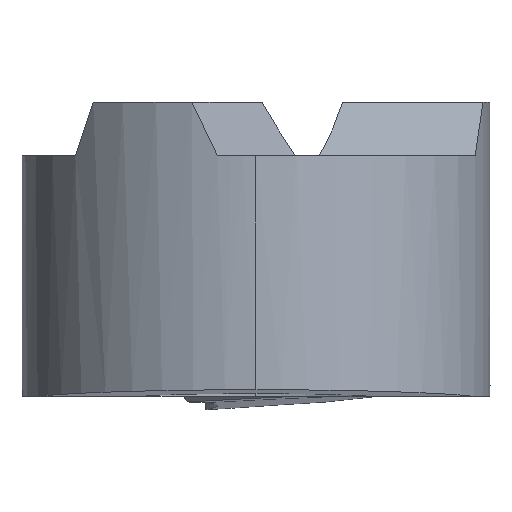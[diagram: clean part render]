
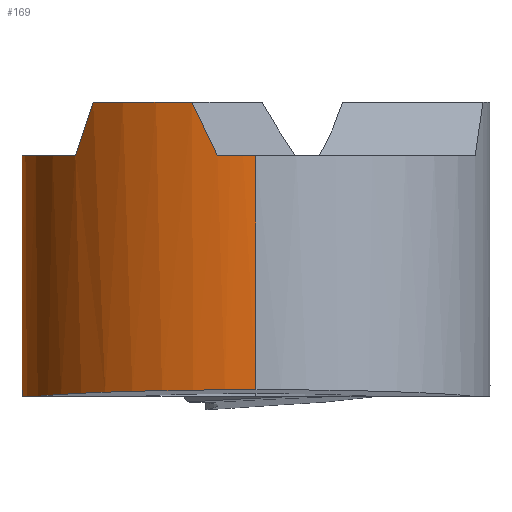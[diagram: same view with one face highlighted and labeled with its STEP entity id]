
A CAD part, left-side view. The second image highlights one B-rep face of the part: STEP entity #169.
In plain terms, the highlighted cylindrical face has radius 3.5 mm (diameter 7 mm), a partial arc.
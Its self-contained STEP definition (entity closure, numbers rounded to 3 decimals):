
#70=CYLINDRICAL_SURFACE('',#872,3.5);
#80=(
BOUNDED_CURVE()
B_SPLINE_CURVE(3,(#1238,#1239,#1240,#1241),.UNSPECIFIED.,.F.,.F.)
B_SPLINE_CURVE_WITH_KNOTS((4,4),(0.,1.),.UNSPECIFIED.)
CURVE()
GEOMETRIC_REPRESENTATION_ITEM()
RATIONAL_B_SPLINE_CURVE((1.,0.883,0.883,1.))
REPRESENTATION_ITEM('')
);
#81=(
BOUNDED_CURVE()
B_SPLINE_CURVE(3,(#1248,#1249,#1250,#1251),.UNSPECIFIED.,.F.,.F.)
B_SPLINE_CURVE_WITH_KNOTS((4,4),(0.,1.),.UNSPECIFIED.)
CURVE()
GEOMETRIC_REPRESENTATION_ITEM()
RATIONAL_B_SPLINE_CURVE((1.,0.999,0.999,1.))
REPRESENTATION_ITEM('')
);
#82=(
BOUNDED_CURVE()
B_SPLINE_CURVE(3,(#1255,#1256,#1257,#1258),.UNSPECIFIED.,.F.,.F.)
B_SPLINE_CURVE_WITH_KNOTS((4,4),(0.,1.),.UNSPECIFIED.)
CURVE()
GEOMETRIC_REPRESENTATION_ITEM()
RATIONAL_B_SPLINE_CURVE((1.,0.999,0.999,1.))
REPRESENTATION_ITEM('')
);
#83=(
BOUNDED_CURVE()
B_SPLINE_CURVE(3,(#1262,#1263,#1264,#1265),.UNSPECIFIED.,.F.,.F.)
B_SPLINE_CURVE_WITH_KNOTS((4,4),(0.,1.),.UNSPECIFIED.)
CURVE()
GEOMETRIC_REPRESENTATION_ITEM()
RATIONAL_B_SPLINE_CURVE((1.,0.999,0.999,1.))
REPRESENTATION_ITEM('')
);
#98=LINE('',#1244,#134);
#99=LINE('',#1269,#135);
#134=VECTOR('',#966,1.);
#135=VECTOR('',#975,1.);
#169=ADVANCED_FACE('',(#222),#70,.T.);
#222=FACE_OUTER_BOUND('',#266,.T.);
#266=EDGE_LOOP('',(#365,#366,#367,#368,#369,#370,#371,#372,#373,#374,#375));
#318=CIRCLE('',#867,3.5);
#319=CIRCLE('',#868,3.5);
#320=CIRCLE('',#869,3.5);
#321=CIRCLE('',#870,3.5);
#322=CIRCLE('',#871,3.5);
#365=ORIENTED_EDGE('',*,*,#682,.F.);
#366=ORIENTED_EDGE('',*,*,#683,.T.);
#367=ORIENTED_EDGE('',*,*,#684,.F.);
#368=ORIENTED_EDGE('',*,*,#685,.F.);
#369=ORIENTED_EDGE('',*,*,#686,.F.);
#370=ORIENTED_EDGE('',*,*,#687,.F.);
#371=ORIENTED_EDGE('',*,*,#688,.F.);
#372=ORIENTED_EDGE('',*,*,#689,.F.);
#373=ORIENTED_EDGE('',*,*,#690,.F.);
#374=ORIENTED_EDGE('',*,*,#691,.F.);
#375=ORIENTED_EDGE('',*,*,#692,.F.);
#599=VERTEX_POINT('',#1242);
#600=VERTEX_POINT('',#1243);
#601=VERTEX_POINT('',#1245);
#602=VERTEX_POINT('',#1247);
#603=VERTEX_POINT('',#1252);
#604=VERTEX_POINT('',#1254);
#605=VERTEX_POINT('',#1259);
#606=VERTEX_POINT('',#1261);
#607=VERTEX_POINT('',#1266);
#608=VERTEX_POINT('',#1268);
#609=VERTEX_POINT('',#1270);
#682=EDGE_CURVE('',#599,#600,#80,.T.);
#683=EDGE_CURVE('',#599,#601,#98,.T.);
#684=EDGE_CURVE('',#602,#601,#318,.T.);
#685=EDGE_CURVE('',#603,#602,#81,.T.);
#686=EDGE_CURVE('',#604,#603,#319,.T.);
#687=EDGE_CURVE('',#605,#604,#82,.T.);
#688=EDGE_CURVE('',#606,#605,#320,.T.);
#689=EDGE_CURVE('',#607,#606,#83,.T.);
#690=EDGE_CURVE('',#608,#607,#321,.T.);
#691=EDGE_CURVE('',#609,#608,#99,.T.);
#692=EDGE_CURVE('',#600,#609,#322,.T.);
#867=AXIS2_PLACEMENT_3D('',#1246,#967,#968);
#868=AXIS2_PLACEMENT_3D('',#1253,#969,#970);
#869=AXIS2_PLACEMENT_3D('',#1260,#971,#972);
#870=AXIS2_PLACEMENT_3D('',#1267,#973,#974);
#871=AXIS2_PLACEMENT_3D('',#1271,#976,#977);
#872=AXIS2_PLACEMENT_3D('',#1272,#978,#979);
#966=DIRECTION('',(0.,0.,1.));
#967=DIRECTION('',(0.,0.,1.));
#968=DIRECTION('',(-1.,0.,0.));
#969=DIRECTION('',(0.,0.,1.));
#970=DIRECTION('',(-1.,0.,0.));
#971=DIRECTION('',(0.,0.,1.));
#972=DIRECTION('',(-1.,0.,0.));
#973=DIRECTION('',(0.,0.,1.));
#974=DIRECTION('',(-1.,0.,0.));
#975=DIRECTION('',(0.,0.,1.));
#976=DIRECTION('',(0.,0.,-1.));
#977=DIRECTION('',(1.,0.,0.));
#978=DIRECTION('',(0.,0.,1.));
#979=DIRECTION('',(-1.,0.,0.));
#1238=CARTESIAN_POINT('',(-3.5,0.,-3.6));
#1239=CARTESIAN_POINT('',(-3.5,1.495,-3.6));
#1240=CARTESIAN_POINT('',(-2.654,2.727,-3.638));
#1241=CARTESIAN_POINT('',(-1.26,3.265,-3.7));
#1242=CARTESIAN_POINT('',(-3.5,0.,-3.6));
#1243=CARTESIAN_POINT('',(-1.26,3.265,-3.7));
#1244=CARTESIAN_POINT('',(-3.5,0.,-4.1));
#1245=CARTESIAN_POINT('',(-3.5,0.,-0.1));
#1246=CARTESIAN_POINT('',(0.,0.,-0.1));
#1247=CARTESIAN_POINT('',(-3.452,0.577,-0.1));
#1248=CARTESIAN_POINT('',(-3.366,0.958,0.7));
#1249=CARTESIAN_POINT('',(-3.402,0.833,0.429));
#1250=CARTESIAN_POINT('',(-3.431,0.705,0.162));
#1251=CARTESIAN_POINT('',(-3.452,0.577,-0.1));
#1252=CARTESIAN_POINT('',(-3.366,0.958,0.7));
#1253=CARTESIAN_POINT('',(0.,0.,0.7));
#1254=CARTESIAN_POINT('',(-2.513,2.436,0.7));
#1255=CARTESIAN_POINT('',(-2.226,2.701,-0.1));
#1256=CARTESIAN_POINT('',(-2.326,2.618,0.162));
#1257=CARTESIAN_POINT('',(-2.422,2.53,0.429));
#1258=CARTESIAN_POINT('',(-2.513,2.436,0.7));
#1259=CARTESIAN_POINT('',(-2.226,2.701,-0.1));
#1260=CARTESIAN_POINT('',(0.,0.,-0.1));
#1261=CARTESIAN_POINT('',(2.226,2.701,-0.1));
#1262=CARTESIAN_POINT('',(2.513,2.436,0.7));
#1263=CARTESIAN_POINT('',(2.422,2.53,0.429));
#1264=CARTESIAN_POINT('',(2.326,2.618,0.162));
#1265=CARTESIAN_POINT('',(2.226,2.701,-0.1));
#1266=CARTESIAN_POINT('',(2.513,2.436,0.7));
#1267=CARTESIAN_POINT('',(0.,0.,0.7));
#1268=CARTESIAN_POINT('',(2.82,2.073,0.7));
#1269=CARTESIAN_POINT('',(2.82,2.073,-4.1));
#1270=CARTESIAN_POINT('',(2.82,2.073,-3.7));
#1271=CARTESIAN_POINT('',(0.,0.,-3.7));
#1272=CARTESIAN_POINT('',(0.,0.,-4.1));
